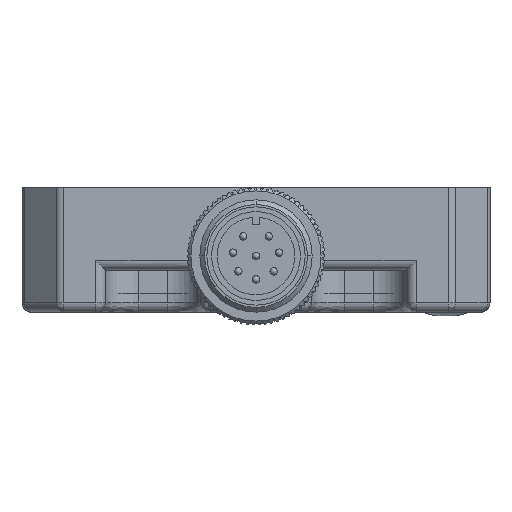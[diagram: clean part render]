
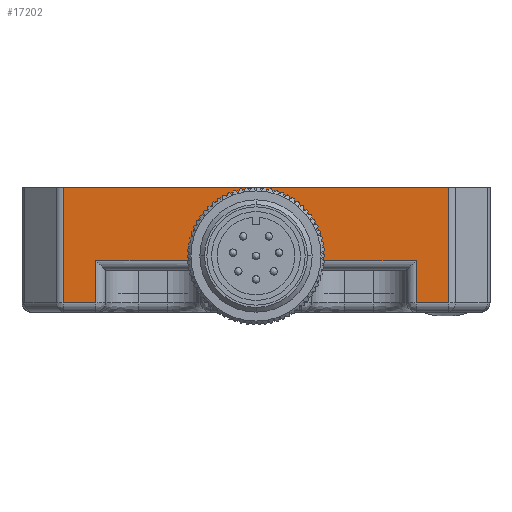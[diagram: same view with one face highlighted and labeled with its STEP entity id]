
A CAD part, front view. The second image highlights one B-rep face of the part: STEP entity #17202.
In plain terms, the highlighted planar face has unit normal (0, -1, 0).
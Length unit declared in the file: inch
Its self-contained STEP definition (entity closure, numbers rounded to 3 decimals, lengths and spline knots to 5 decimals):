
#24 = ORIENTED_EDGE ( 'NONE', *, *, #7145, .F. ) ;
#1002 = VECTOR ( 'NONE', #29004, 39.37008 ) ;
#1227 = VERTEX_POINT ( 'NONE', #14359 ) ;
#1308 = CARTESIAN_POINT ( 'NONE',  ( 0.98425, 0., 0.37402 ) ) ;
#1498 = DIRECTION ( 'NONE',  ( 0., 0., 1. ) ) ;
#1702 = ORIENTED_EDGE ( 'NONE', *, *, #14223, .F. ) ;
#2227 = VECTOR ( 'NONE', #6901, 39.37008 ) ;
#2809 = DIRECTION ( 'NONE',  ( 0., 1., 0. ) ) ;
#4386 = CARTESIAN_POINT ( 'NONE',  ( 0.15748, 0., 0.03937 ) ) ;
#5691 = DIRECTION ( 'NONE',  ( 0., 0., -1. ) ) ;
#5798 = CARTESIAN_POINT ( 'NONE',  ( 0.31102, 0., 0.52362 ) ) ;
#6090 = ORIENTED_EDGE ( 'NONE', *, *, #14012, .F. ) ;
#6490 = EDGE_LOOP ( 'NONE', ( #24, #53164, #19861, #24255, #43276, #30499, #50632, #1702, #6090, #33783, #31978, #43343 ) ) ;
#6901 = DIRECTION ( 'NONE',  ( 0., 0., -1. ) ) ;
#6931 = VECTOR ( 'NONE', #38820, 39.37008 ) ;
#6976 = LINE ( 'NONE', #11634, #39906 ) ;
#7082 = CARTESIAN_POINT ( 'NONE',  ( 1.79472, 0., 0.52362 ) ) ;
#7145 = EDGE_CURVE ( 'NONE', #45373, #52261, #42624, .T. ) ;
#7579 = LINE ( 'NONE', #25288, #12987 ) ;
#8257 = VECTOR ( 'NONE', #54254, 39.37008 ) ;
#8355 = CARTESIAN_POINT ( 'NONE',  ( 0.17379, 0., 0.03937 ) ) ;
#8448 = DIRECTION ( 'NONE',  ( 0., 0., 1. ) ) ;
#9040 = VECTOR ( 'NONE', #33873, 39.37008 ) ;
#9210 = LINE ( 'NONE', #30691, #11878 ) ;
#9973 = EDGE_CURVE ( 'NONE', #45968, #51047, #43012, .T. ) ;
#11522 = AXIS2_PLACEMENT_3D ( 'NONE', #45425, #2809, #19723 ) ;
#11620 = CARTESIAN_POINT ( 'NONE',  ( 0.98425, 0., 0.23622 ) ) ;
#11634 = CARTESIAN_POINT ( 'NONE',  ( 0.15748, 0., 0.03937 ) ) ;
#11791 = LINE ( 'NONE', #34075, #1002 ) ;
#11878 = VECTOR ( 'NONE', #17959, 39.37008 ) ;
#12987 = VECTOR ( 'NONE', #8448, 39.37008 ) ;
#13124 = CARTESIAN_POINT ( 'NONE',  ( 0.17379, 0., 0.52362 ) ) ;
#14012 = EDGE_CURVE ( 'NONE', #14267, #42795, #6976, .T. ) ;
#14223 = EDGE_CURVE ( 'NONE', #42795, #1227, #21029, .T. ) ;
#14267 = VERTEX_POINT ( 'NONE', #34528 ) ;
#14282 = CARTESIAN_POINT ( 'NONE',  ( 1.65748, 0., 0.52362 ) ) ;
#14359 = CARTESIAN_POINT ( 'NONE',  ( 0.17379, 0., 0.52362 ) ) ;
#15567 = VERTEX_POINT ( 'NONE', #23763 ) ;
#15631 = LINE ( 'NONE', #22815, #8257 ) ;
#16057 = VERTEX_POINT ( 'NONE', #41551 ) ;
#16408 = VECTOR ( 'NONE', #5691, 39.37008 ) ;
#17202 = ADVANCED_FACE ( 'NONE', ( #38485, #27755 ), #35969, .F. ) ;
#17224 = AXIS2_PLACEMENT_3D ( 'NONE', #49399, #28053, #48851 ) ;
#17959 = DIRECTION ( 'NONE',  ( -1., 0., 0. ) ) ;
#19071 = VERTEX_POINT ( 'NONE', #19139 ) ;
#19139 = CARTESIAN_POINT ( 'NONE',  ( 1.65748, 0., 0.03937 ) ) ;
#19723 = DIRECTION ( 'NONE',  ( 0., 0., -1. ) ) ;
#19861 = ORIENTED_EDGE ( 'NONE', *, *, #39245, .F. ) ;
#21029 = LINE ( 'NONE', #13124, #6931 ) ;
#22712 = DIRECTION ( 'NONE',  ( -1., 0., 0. ) ) ;
#22762 = CARTESIAN_POINT ( 'NONE',  ( 1.17717, 0., 0.52362 ) ) ;
#22784 = EDGE_CURVE ( 'NONE', #15567, #19071, #9210, .T. ) ;
#22815 = CARTESIAN_POINT ( 'NONE',  ( 0.15748, 0., 0.21654 ) ) ;
#23763 = CARTESIAN_POINT ( 'NONE',  ( 1.79472, 0., 0.03937 ) ) ;
#23981 = CARTESIAN_POINT ( 'NONE',  ( 1.65748, 0., 0.21654 ) ) ;
#24255 = ORIENTED_EDGE ( 'NONE', *, *, #36195, .F. ) ;
#25199 = EDGE_CURVE ( 'NONE', #51047, #45968, #45274, .T. ) ;
#25288 = CARTESIAN_POINT ( 'NONE',  ( 0.79134, 0., 0.52362 ) ) ;
#25402 = CARTESIAN_POINT ( 'NONE',  ( 1.17717, 0., 0.03937 ) ) ;
#26106 = LINE ( 'NONE', #48574, #48232 ) ;
#27582 = AXIS2_PLACEMENT_3D ( 'NONE', #11620, #45224, #53785 ) ;
#27755 = FACE_BOUND ( 'NONE', #34860, .T. ) ;
#28053 = DIRECTION ( 'NONE',  ( 0., 1., 0. ) ) ;
#29004 = DIRECTION ( 'NONE',  ( 1., 0., 0. ) ) ;
#30499 = ORIENTED_EDGE ( 'NONE', *, *, #32462, .F. ) ;
#30691 = CARTESIAN_POINT ( 'NONE',  ( 0.15748, 0., 0.03937 ) ) ;
#30940 = VERTEX_POINT ( 'NONE', #51802 ) ;
#31823 = EDGE_CURVE ( 'NONE', #37536, #45373, #45899, .T. ) ;
#31978 = ORIENTED_EDGE ( 'NONE', *, *, #45955, .F. ) ;
#32335 = EDGE_CURVE ( 'NONE', #35101, #14267, #41221, .T. ) ;
#32462 = EDGE_CURVE ( 'NONE', #30940, #15567, #43238, .T. ) ;
#32839 = DIRECTION ( 'NONE',  ( -1., 0., 0. ) ) ;
#33368 = VECTOR ( 'NONE', #1498, 39.37008 ) ;
#33783 = ORIENTED_EDGE ( 'NONE', *, *, #32335, .F. ) ;
#33873 = DIRECTION ( 'NONE',  ( -1., 0., 0. ) ) ;
#34075 = CARTESIAN_POINT ( 'NONE',  ( 1.9685, 0., 0.52362 ) ) ;
#34528 = CARTESIAN_POINT ( 'NONE',  ( 0.31102, 0., 0.03937 ) ) ;
#34860 = EDGE_LOOP ( 'NONE', ( #37807, #44403 ) ) ;
#35101 = VERTEX_POINT ( 'NONE', #44800 ) ;
#35969 = PLANE ( 'NONE',  #17224 ) ;
#36195 = EDGE_CURVE ( 'NONE', #19071, #38864, #44801, .T. ) ;
#37208 = EDGE_CURVE ( 'NONE', #1227, #30940, #11791, .T. ) ;
#37536 = VERTEX_POINT ( 'NONE', #41532 ) ;
#37807 = ORIENTED_EDGE ( 'NONE', *, *, #25199, .T. ) ;
#38485 = FACE_OUTER_BOUND ( 'NONE', #6490, .T. ) ;
#38820 = DIRECTION ( 'NONE',  ( 0., 0., 1. ) ) ;
#38864 = VERTEX_POINT ( 'NONE', #23981 ) ;
#39245 = EDGE_CURVE ( 'NONE', #38864, #37536, #15631, .T. ) ;
#39906 = VECTOR ( 'NONE', #32839, 39.37008 ) ;
#41169 = VECTOR ( 'NONE', #53949, 39.37008 ) ;
#41221 = LINE ( 'NONE', #5798, #41169 ) ;
#41532 = CARTESIAN_POINT ( 'NONE',  ( 1.17717, 0., 0.21654 ) ) ;
#41551 = CARTESIAN_POINT ( 'NONE',  ( 0.79134, 0., 0.21654 ) ) ;
#42624 = LINE ( 'NONE', #4386, #9040 ) ;
#42795 = VERTEX_POINT ( 'NONE', #8355 ) ;
#43012 = CIRCLE ( 'NONE', #11522, 0.1378 ) ;
#43238 = LINE ( 'NONE', #7082, #2227 ) ;
#43276 = ORIENTED_EDGE ( 'NONE', *, *, #22784, .F. ) ;
#43343 = ORIENTED_EDGE ( 'NONE', *, *, #49912, .F. ) ;
#44403 = ORIENTED_EDGE ( 'NONE', *, *, #9973, .T. ) ;
#44800 = CARTESIAN_POINT ( 'NONE',  ( 0.31102, 0., 0.21654 ) ) ;
#44801 = LINE ( 'NONE', #14282, #33368 ) ;
#45224 = DIRECTION ( 'NONE',  ( 0., 1., 0. ) ) ;
#45274 = CIRCLE ( 'NONE', #27582, 0.1378 ) ;
#45373 = VERTEX_POINT ( 'NONE', #25402 ) ;
#45425 = CARTESIAN_POINT ( 'NONE',  ( 0.98425, 0., 0.23622 ) ) ;
#45899 = LINE ( 'NONE', #22762, #16408 ) ;
#45955 = EDGE_CURVE ( 'NONE', #16057, #35101, #26106, .T. ) ;
#45968 = VERTEX_POINT ( 'NONE', #1308 ) ;
#47888 = CARTESIAN_POINT ( 'NONE',  ( 0.79134, 0., 0.03937 ) ) ;
#48232 = VECTOR ( 'NONE', #22712, 39.37008 ) ;
#48574 = CARTESIAN_POINT ( 'NONE',  ( 0.15748, 0., 0.21654 ) ) ;
#48851 = DIRECTION ( 'NONE',  ( 0., 0., 1. ) ) ;
#49399 = CARTESIAN_POINT ( 'NONE',  ( 0.15748, 0., 0.52362 ) ) ;
#49912 = EDGE_CURVE ( 'NONE', #52261, #16057, #7579, .T. ) ;
#50632 = ORIENTED_EDGE ( 'NONE', *, *, #37208, .F. ) ;
#51047 = VERTEX_POINT ( 'NONE', #52692 ) ;
#51802 = CARTESIAN_POINT ( 'NONE',  ( 1.79472, 0., 0.52362 ) ) ;
#52261 = VERTEX_POINT ( 'NONE', #47888 ) ;
#52692 = CARTESIAN_POINT ( 'NONE',  ( 0.98425, 0., 0.09843 ) ) ;
#53164 = ORIENTED_EDGE ( 'NONE', *, *, #31823, .F. ) ;
#53785 = DIRECTION ( 'NONE',  ( 0., 0., -1. ) ) ;
#53949 = DIRECTION ( 'NONE',  ( 0., 0., -1. ) ) ;
#54254 = DIRECTION ( 'NONE',  ( -1., 0., 0. ) ) ;
